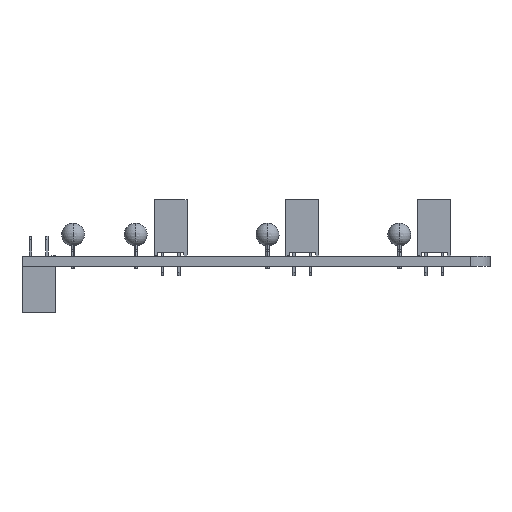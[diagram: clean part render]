
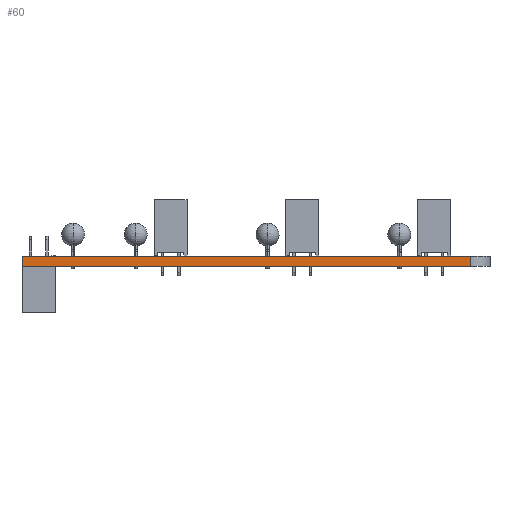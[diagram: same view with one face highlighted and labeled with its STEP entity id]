
A CAD part, front view. The second image highlights one B-rep face of the part: STEP entity #60.
In plain terms, the highlighted planar face has unit normal (0, -1, 0).
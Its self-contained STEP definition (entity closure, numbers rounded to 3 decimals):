
#60 = ADVANCED_FACE('',(#61),#95,.F.);
#61 = FACE_BOUND('',#62,.F.);
#62 = EDGE_LOOP('',(#63,#73,#81,#89));
#63 = ORIENTED_EDGE('',*,*,#64,.T.);
#64 = EDGE_CURVE('',#65,#67,#69,.T.);
#65 = VERTEX_POINT('',#66);
#66 = CARTESIAN_POINT('',(0.,-108.,-1.591));
#67 = VERTEX_POINT('',#68);
#68 = CARTESIAN_POINT('',(0.,-108.,0.));
#69 = LINE('',#70,#71);
#70 = CARTESIAN_POINT('',(0.,-108.,-1.591));
#71 = VECTOR('',#72,1.);
#72 = DIRECTION('',(0.,0.,1.));
#73 = ORIENTED_EDGE('',*,*,#74,.T.);
#74 = EDGE_CURVE('',#67,#75,#77,.T.);
#75 = VERTEX_POINT('',#76);
#76 = CARTESIAN_POINT('',(68.,-108.,0.));
#77 = LINE('',#78,#79);
#78 = CARTESIAN_POINT('',(0.,-108.,0.));
#79 = VECTOR('',#80,1.);
#80 = DIRECTION('',(1.,0.,0.));
#81 = ORIENTED_EDGE('',*,*,#82,.F.);
#82 = EDGE_CURVE('',#83,#75,#85,.T.);
#83 = VERTEX_POINT('',#84);
#84 = CARTESIAN_POINT('',(68.,-108.,-1.591));
#85 = LINE('',#86,#87);
#86 = CARTESIAN_POINT('',(68.,-108.,-1.591));
#87 = VECTOR('',#88,1.);
#88 = DIRECTION('',(0.,0.,1.));
#89 = ORIENTED_EDGE('',*,*,#90,.F.);
#90 = EDGE_CURVE('',#65,#83,#91,.T.);
#91 = LINE('',#92,#93);
#92 = CARTESIAN_POINT('',(0.,-108.,-1.591));
#93 = VECTOR('',#94,1.);
#94 = DIRECTION('',(1.,0.,0.));
#95 = PLANE('',#96);
#96 = AXIS2_PLACEMENT_3D('',#97,#98,#99);
#97 = CARTESIAN_POINT('',(0.,-108.,-1.591));
#98 = DIRECTION('',(0.,1.,0.));
#99 = DIRECTION('',(1.,0.,0.));
